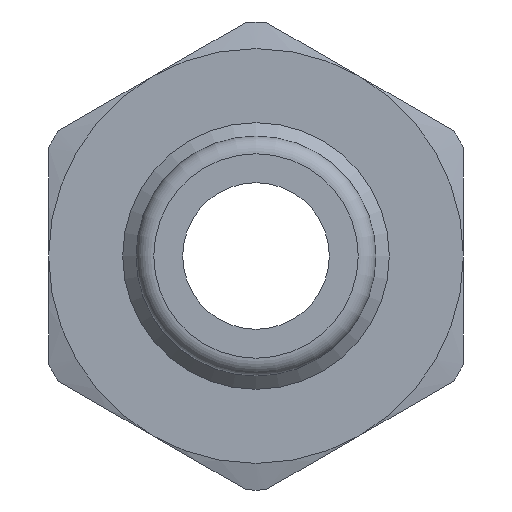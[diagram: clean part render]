
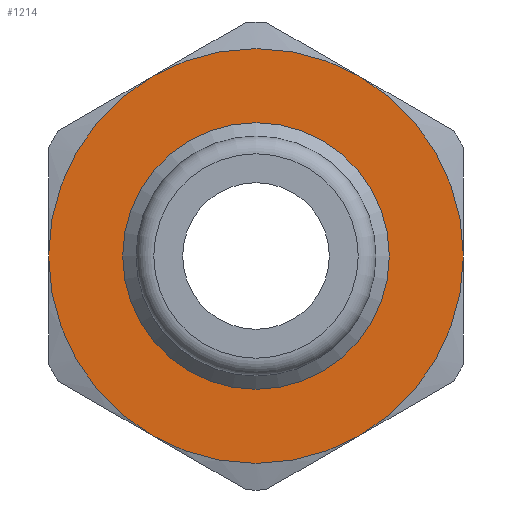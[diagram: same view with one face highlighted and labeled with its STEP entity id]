
A CAD part, left-side view. The second image highlights one B-rep face of the part: STEP entity #1214.
In plain terms, the highlighted planar face has unit normal (-1, 0, 0).
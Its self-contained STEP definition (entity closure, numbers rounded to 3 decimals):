
#75=CARTESIAN_POINT('',(14.1,3.5,-6.062));
#76=VERTEX_POINT('',#75);
#159=CARTESIAN_POINT('',(14.1,-3.5,-6.062));
#160=VERTEX_POINT('',#159);
#243=CARTESIAN_POINT('',(14.1,-7.,0.));
#244=VERTEX_POINT('',#243);
#327=CARTESIAN_POINT('',(14.1,-3.5,6.062));
#328=VERTEX_POINT('',#327);
#411=CARTESIAN_POINT('',(14.1,3.5,6.062));
#412=VERTEX_POINT('',#411);
#772=CARTESIAN_POINT('',(14.1,7.,0.0));
#773=VERTEX_POINT('',#772);
#774=CARTESIAN_POINT('',(14.1,0.0,0.0));
#775=DIRECTION('',(1.0,0.0,0.0));
#776=DIRECTION('',(0.0,1.0,0.0));
#777=AXIS2_PLACEMENT_3D('',#774,#775,#776);
#778=CIRCLE('',#777,7.);
#779=EDGE_CURVE('',#76,#773,#778,.T.);
#818=CARTESIAN_POINT('',(14.1,0.0,0.0));
#819=DIRECTION('',(1.0,0.0,0.0));
#820=DIRECTION('',(0.0,1.0,0.0));
#821=AXIS2_PLACEMENT_3D('',#818,#819,#820);
#822=CIRCLE('',#821,7.);
#823=EDGE_CURVE('',#773,#412,#822,.T.);
#836=CARTESIAN_POINT('',(14.1,0.0,0.0));
#837=DIRECTION('',(1.0,0.0,0.0));
#838=DIRECTION('',(0.0,1.0,0.0));
#839=AXIS2_PLACEMENT_3D('',#836,#837,#838);
#840=CIRCLE('',#839,7.);
#841=EDGE_CURVE('',#412,#328,#840,.T.);
#854=CARTESIAN_POINT('',(14.1,0.0,0.0));
#855=DIRECTION('',(1.0,0.0,0.0));
#856=DIRECTION('',(0.0,1.0,0.0));
#857=AXIS2_PLACEMENT_3D('',#854,#855,#856);
#858=CIRCLE('',#857,7.);
#859=EDGE_CURVE('',#328,#244,#858,.T.);
#872=CARTESIAN_POINT('',(14.1,0.0,0.0));
#873=DIRECTION('',(1.0,0.0,0.0));
#874=DIRECTION('',(0.0,1.0,0.0));
#875=AXIS2_PLACEMENT_3D('',#872,#873,#874);
#876=CIRCLE('',#875,7.);
#877=EDGE_CURVE('',#244,#160,#876,.T.);
#1177=CARTESIAN_POINT('',(14.1,4.5,0.0));
#1178=VERTEX_POINT('',#1177);
#1179=CARTESIAN_POINT('',(14.1,0.0,0.0));
#1180=DIRECTION('',(1.0,0.0,0.0));
#1181=DIRECTION('',(0.0,1.0,0.0));
#1182=AXIS2_PLACEMENT_3D('',#1179,#1180,#1181);
#1183=CIRCLE('',#1182,4.5);
#1184=EDGE_CURVE('',#1178,#1178,#1183,.T.);
#1192=CARTESIAN_POINT('',(14.1,5.75,0.0));
#1193=DIRECTION('',(-1.0,0.0,0.0));
#1194=DIRECTION('',(0.0,0.0,1.0));
#1195=AXIS2_PLACEMENT_3D('',#1192,#1193,#1194);
#1196=PLANE('',#1195);
#1197=ORIENTED_EDGE('',*,*,#823,.F.);
#1198=ORIENTED_EDGE('',*,*,#779,.F.);
#1199=CARTESIAN_POINT('',(14.1,0.0,0.0));
#1200=DIRECTION('',(1.0,0.0,0.0));
#1201=DIRECTION('',(0.0,1.0,0.0));
#1202=AXIS2_PLACEMENT_3D('',#1199,#1200,#1201);
#1203=CIRCLE('',#1202,7.);
#1204=EDGE_CURVE('',#160,#76,#1203,.T.);
#1205=ORIENTED_EDGE('',*,*,#1204,.F.);
#1206=ORIENTED_EDGE('',*,*,#877,.F.);
#1207=ORIENTED_EDGE('',*,*,#859,.F.);
#1208=ORIENTED_EDGE('',*,*,#841,.F.);
#1209=EDGE_LOOP('',(#1197,#1198,#1205,#1206,#1207,#1208));
#1210=FACE_OUTER_BOUND('',#1209,.T.);
#1211=ORIENTED_EDGE('',*,*,#1184,.T.);
#1212=EDGE_LOOP('',(#1211));
#1213=FACE_BOUND('',#1212,.T.);
#1214=ADVANCED_FACE('',(#1210,#1213),#1196,.T.);
